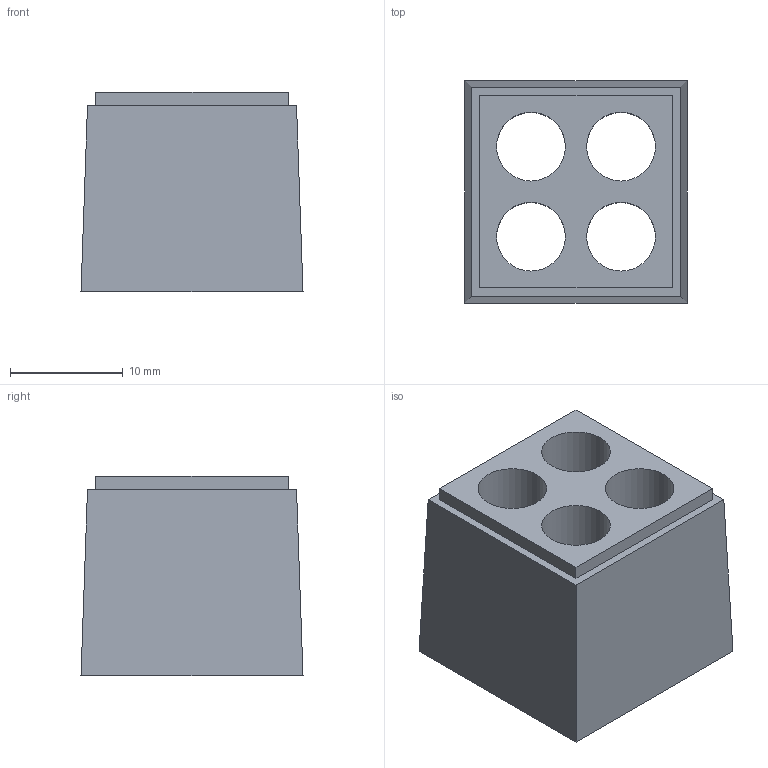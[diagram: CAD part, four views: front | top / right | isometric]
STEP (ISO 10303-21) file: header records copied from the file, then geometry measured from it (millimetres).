
FILE_DESCRIPTION(/* description */ (''),/* implementation_level */ '2;1');
FILE_NAME(/* name */ '28762_6_KDS-DE_4x6.stp',/* time_stamp */ '2019-05-21T07:18:52+02:00',/* author */ (''),/* organization */ (''),/* preprocessor_version */ 'ST-DEVELOPER v16.7',/* originating_system */ 'SIEMENS PLM Software NX 12.0',/* authorisation */ '');
FILE_SCHEMA (('AUTOMOTIVE_DESIGN { 1 0 10303 214 3 1 1 1 }'));
Length unit declared in the file: millimetre
Products named in the file (1): 28762_6_KDS-DE_4x6
Bounding box: 19.71 x 19.71 x 17.7 mm (x, y, z)
Volume: 4314.2 mm3; surface area: 3210.1 mm2
Topology: 1 solids, 1 shells, 19 faces, 46 edges, 32 vertices
Faces by surface type: plane 13, cylinder 6
Full cylindrical faces by diameter (mm): 3.5 x2, 6.11 x4
Entity records: 546 total; most frequent: DIRECTION 88, CARTESIAN_POINT 84, ORIENTED_EDGE 72, EDGE_LOOP 36, EDGE_CURVE 36, AXIS2_PLACEMENT_3D 32, VERTEX_POINT 28, FACE_BOUND 26
